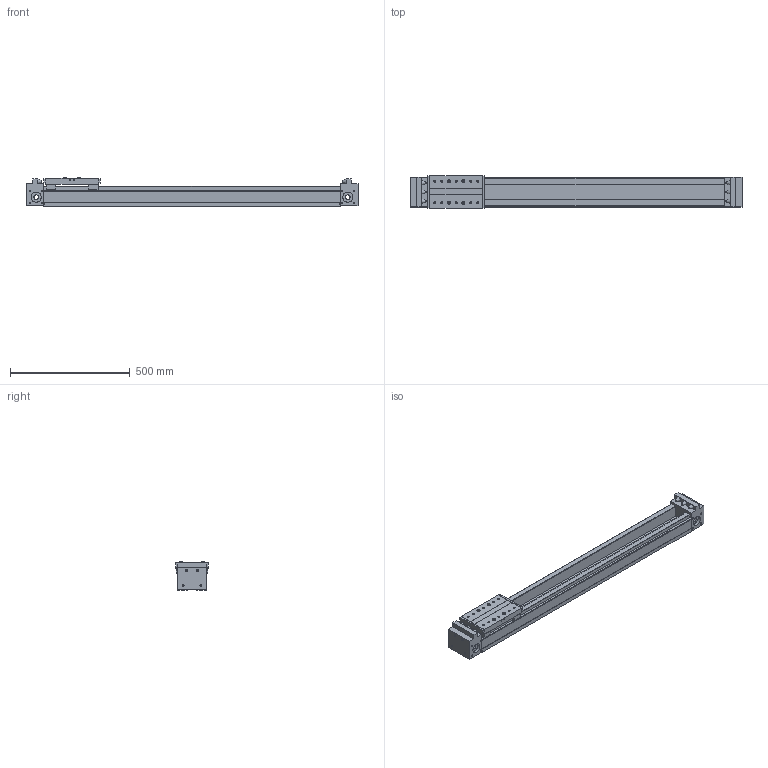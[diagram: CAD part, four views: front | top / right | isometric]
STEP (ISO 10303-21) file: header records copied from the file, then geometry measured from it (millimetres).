
FILE_DESCRIPTION((''),'2;1');
FILE_NAME('MSL115-R32-S-Hub 1000.stp','2012-10-11T08:46:29',('hartung_david'),(''),'Autodesk Inventor 2012','Autodesk Inventor 2012','');
FILE_SCHEMA(('AUTOMOTIVE_DESIGN { 1 0 10303 214 1 1 1 1 }'));
Length unit declared in the file: millimetre
Products named in the file (4): MSL115-R32-S-Hub 1000; MSL115-R32-S-1000-010; MSL115-R32-S-1000-020; MSL115-R32-S-1000-030
Assembly tree (3 placements, depth 2):
  MSL115-R32-S-Hub 1000
    MSL115-R32-S-1000-010
    MSL115-R32-S-1000-020
    MSL115-R32-S-1000-030
Bounding box: 1385 x 135 x 117 mm (x, y, z)
Volume: 10421086.5 mm3; surface area: 1019605.4 mm2
Topology: 3 solids, 3 shells, 305 faces, 792 edges, 511 vertices
Faces by surface type: plane 195, cylinder 52, cone 48, sphere 6, torus 4
Full cylindrical faces by diameter (mm): 3.242 x4, 6.647 x30, 8.376 x8, 13 x4, 42 x4
Entity records: 8788 total; most frequent: CARTESIAN_POINT 1441, DIRECTION 1400, ORIENTED_EDGE 1296, EDGE_CURVE 648, VECTOR 508, LINE 508, VERTEX_POINT 469, EDGE_LOOP 450
